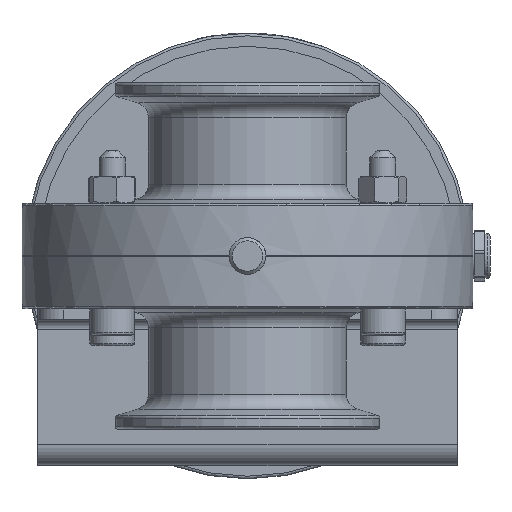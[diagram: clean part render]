
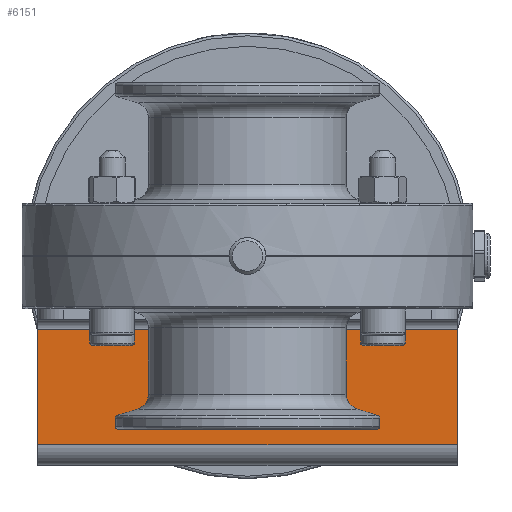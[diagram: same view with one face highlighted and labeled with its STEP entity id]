
A CAD part, front view. The second image highlights one B-rep face of the part: STEP entity #6151.
In plain terms, the highlighted planar face has unit normal (0, -1, 0).
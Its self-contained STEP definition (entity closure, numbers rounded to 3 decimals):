
#569=LINE('',#11679,#928);
#572=LINE('',#11685,#931);
#575=LINE('',#11692,#934);
#577=LINE('',#11699,#936);
#928=VECTOR('',#8454,10.);
#931=VECTOR('',#8459,10.);
#934=VECTOR('',#8466,10.);
#936=VECTOR('',#8474,10.);
#1292=PLANE('',#6968);
#1599=FACE_OUTER_BOUND('',#2001,.T.);
#2001=EDGE_LOOP('',(#5126,#5127,#5128,#5129));
#2878=VERTEX_POINT('',#11671);
#2879=VERTEX_POINT('',#11675);
#2881=VERTEX_POINT('',#11683);
#2883=VERTEX_POINT('',#11691);
#3639=EDGE_CURVE('',#2878,#2879,#569,.T.);
#3642=EDGE_CURVE('',#2881,#2879,#572,.T.);
#3645=EDGE_CURVE('',#2881,#2883,#575,.T.);
#3649=EDGE_CURVE('',#2878,#2883,#577,.T.);
#5126=ORIENTED_EDGE('',*,*,#3639,.T.);
#5127=ORIENTED_EDGE('',*,*,#3642,.F.);
#5128=ORIENTED_EDGE('',*,*,#3645,.T.);
#5129=ORIENTED_EDGE('',*,*,#3649,.F.);
#6151=ADVANCED_FACE('',(#1599),#1292,.F.);
#6968=AXIS2_PLACEMENT_3D('',#11709,#8486,#8487);
#8454=DIRECTION('',(-1.,0.,0.));
#8459=DIRECTION('',(0.,0.,1.));
#8466=DIRECTION('',(1.,0.,0.));
#8474=DIRECTION('',(0.,0.,-1.));
#8486=DIRECTION('center_axis',(0.,1.,0.));
#8487=DIRECTION('ref_axis',(1.,0.,0.));
#11671=CARTESIAN_POINT('',(40.,-18.,-14.1));
#11675=CARTESIAN_POINT('',(-40.,-18.,-14.1));
#11679=CARTESIAN_POINT('',(-20.,-18.,-14.1));
#11683=CARTESIAN_POINT('',(-40.,-18.,-36.));
#11685=CARTESIAN_POINT('',(-40.,-18.,-36.));
#11691=CARTESIAN_POINT('',(40.,-18.,-36.));
#11692=CARTESIAN_POINT('',(0.,-18.,-36.));
#11699=CARTESIAN_POINT('',(40.,-18.,-40.524));
#11709=CARTESIAN_POINT('Origin',(0.,-18.,-25.312));
